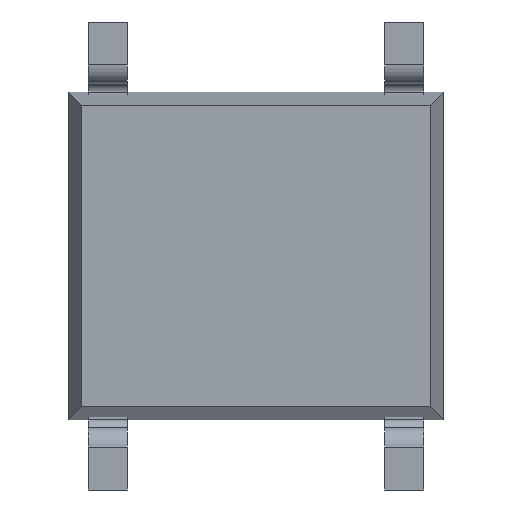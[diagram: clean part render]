
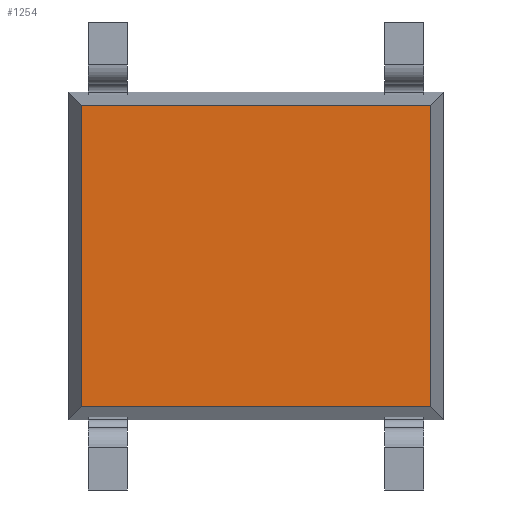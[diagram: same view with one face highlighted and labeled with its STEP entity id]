
A CAD part, front view. The second image highlights one B-rep face of the part: STEP entity #1254.
In plain terms, the highlighted planar face has unit normal (0, -1, 0).
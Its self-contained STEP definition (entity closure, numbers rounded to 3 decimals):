
#32 = LINE ( 'NONE', #1597, #2108 ) ;
#64 = VERTEX_POINT ( 'NONE', #1756 ) ;
#232 = CARTESIAN_POINT ( 'NONE',  ( 0., -0.6, 0. ) ) ;
#270 = CARTESIAN_POINT ( 'NONE',  ( -2.4, -0.6, -1.93 ) ) ;
#275 = AXIS2_PLACEMENT_3D ( 'NONE', #232, #1555, #280 ) ;
#280 = DIRECTION ( 'NONE',  ( 0., 0., -1. ) ) ;
#319 = DIRECTION ( 'NONE',  ( 0., 0., 1. ) ) ;
#353 = DIRECTION ( 'NONE',  ( 1., 0., 0. ) ) ;
#437 = CARTESIAN_POINT ( 'NONE',  ( -2.24, -0.6, 1.93 ) ) ;
#440 = ORIENTED_EDGE ( 'NONE', *, *, #1226, .T. ) ;
#510 = CARTESIAN_POINT ( 'NONE',  ( 2.24, -0.6, 1.93 ) ) ;
#541 = ORIENTED_EDGE ( 'NONE', *, *, #589, .T. ) ;
#546 = DIRECTION ( 'NONE',  ( 1., 0., 0. ) ) ;
#589 = EDGE_CURVE ( 'NONE', #64, #887, #2444, .T. ) ;
#795 = ORIENTED_EDGE ( 'NONE', *, *, #2441, .F. ) ;
#829 = ORIENTED_EDGE ( 'NONE', *, *, #2389, .F. ) ;
#836 = CARTESIAN_POINT ( 'NONE',  ( -2.4, -0.6, 1.93 ) ) ;
#879 = VECTOR ( 'NONE', #546, 1000. ) ;
#887 = VERTEX_POINT ( 'NONE', #510 ) ;
#1077 = PLANE ( 'NONE',  #275 ) ;
#1226 = EDGE_CURVE ( 'NONE', #2081, #64, #1536, .T. ) ;
#1254 = ADVANCED_FACE ( 'NONE', ( #1520 ), #1077, .T. ) ;
#1520 = FACE_OUTER_BOUND ( 'NONE', #2182, .T. ) ;
#1536 = LINE ( 'NONE', #270, #1545 ) ;
#1545 = VECTOR ( 'NONE', #353, 1000. ) ;
#1555 = DIRECTION ( 'NONE',  ( 0., -1., 0. ) ) ;
#1562 = DIRECTION ( 'NONE',  ( 0., 0., 1. ) ) ;
#1597 = CARTESIAN_POINT ( 'NONE',  ( -2.24, -0.6, -2.1 ) ) ;
#1660 = CARTESIAN_POINT ( 'NONE',  ( 2.24, -0.6, -2.1 ) ) ;
#1729 = LINE ( 'NONE', #836, #879 ) ;
#1756 = CARTESIAN_POINT ( 'NONE',  ( 2.24, -0.6, -1.93 ) ) ;
#1795 = CARTESIAN_POINT ( 'NONE',  ( -2.24, -0.6, -1.93 ) ) ;
#2081 = VERTEX_POINT ( 'NONE', #1795 ) ;
#2108 = VECTOR ( 'NONE', #1562, 1000. ) ;
#2126 = VERTEX_POINT ( 'NONE', #437 ) ;
#2182 = EDGE_LOOP ( 'NONE', ( #795, #829, #440, #541 ) ) ;
#2389 = EDGE_CURVE ( 'NONE', #2081, #2126, #32, .T. ) ;
#2441 = EDGE_CURVE ( 'NONE', #2126, #887, #1729, .T. ) ;
#2444 = LINE ( 'NONE', #1660, #2445 ) ;
#2445 = VECTOR ( 'NONE', #319, 1000. ) ;
